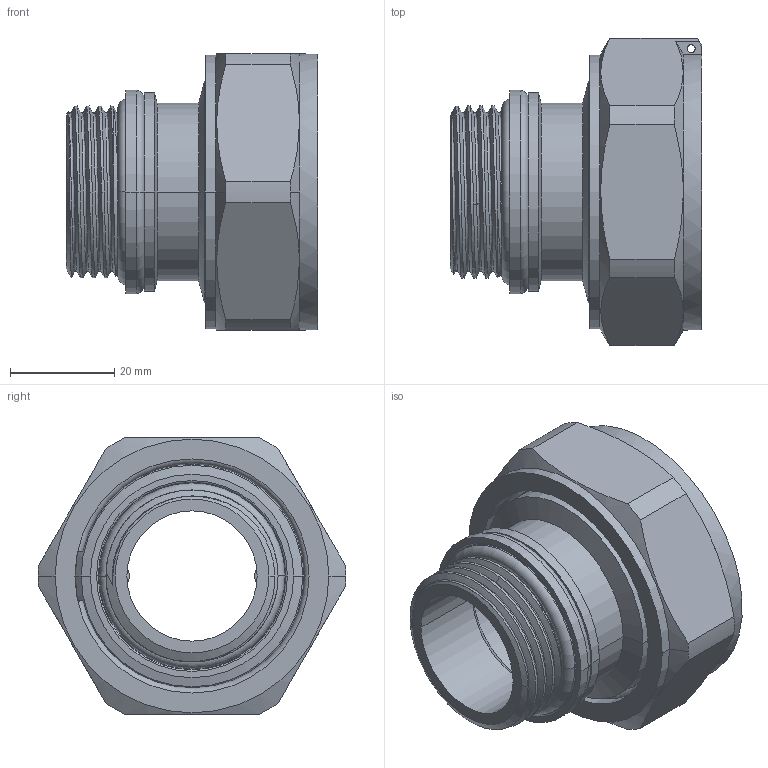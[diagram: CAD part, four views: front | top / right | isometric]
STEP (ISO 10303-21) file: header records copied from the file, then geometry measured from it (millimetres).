
FILE_DESCRIPTION((''),'2;1');
FILE_NAME('F16193106_ASM','2023-12-08T08:32:04',('Administrator'),(''),'CREO PARAMETRIC BY PTC INC, 2023072','CREO PARAMETRIC BY PTC INC, 2023072','');
FILE_SCHEMA(('CONFIG_CONTROL_DESIGN'));
Length unit declared in the file: millimetre
Products named in the file (7): FJ1601193106W; VT10005906R; O-RING34_2X3_1; FJ1615193108W; VT19000608; VT13013308; F16193106_ASM
Assembly tree (6 placements, depth 2):
  F16193106_ASM
    FJ1601193106W
    VT10005906R
    O-RING34_2X3_1
    FJ1615193108W
    VT19000608
    VT13013308
Bounding box: 48.2 x 59 x 53 mm (x, y, z)
Volume: 34277.7 mm3; surface area: 25090.2 mm2
Topology: 6 solids, 6 shells, 145 faces, 343 edges, 210 vertices
Faces by surface type: cylinder 61, cone 35, plane 24, bspline 15, torus 10
Entity records: 8809 total; most frequent: CARTESIAN_POINT 5446, ORIENTED_EDGE 686, DIRECTION 652, EDGE_CURVE 343, AXIS2_PLACEMENT_3D 273, VERTEX_POINT 210, EDGE_LOOP 157, FACE_OUTER_BOUND 145
